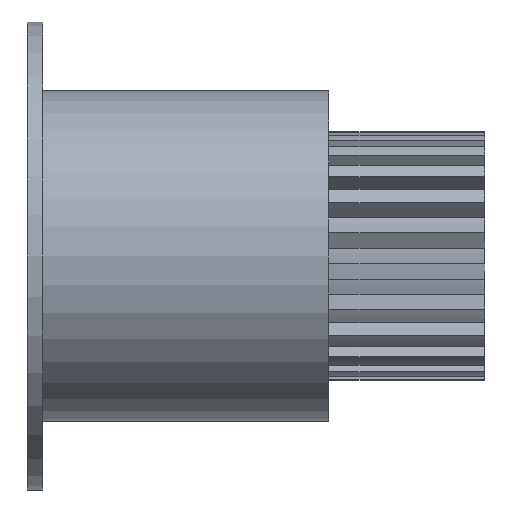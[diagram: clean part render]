
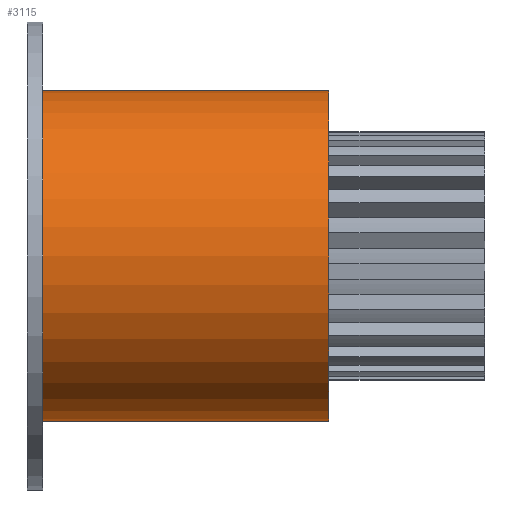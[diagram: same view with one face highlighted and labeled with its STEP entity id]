
A CAD part, left-side view. The second image highlights one B-rep face of the part: STEP entity #3115.
In plain terms, the highlighted cylindrical face has radius 31.806 mm (diameter 63.613 mm), a partial arc.
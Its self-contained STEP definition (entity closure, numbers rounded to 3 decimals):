
#163 = ORIENTED_EDGE ( 'NONE', *, *, #2178, .T. ) ;
#233 = CIRCLE ( 'NONE', #3036, 31.807 ) ;
#251 = CARTESIAN_POINT ( 'NONE',  ( 0., -55., 31.807 ) ) ;
#270 = LINE ( 'NONE', #1568, #3557 ) ;
#271 = CYLINDRICAL_SURFACE ( 'NONE', #3550, 31.807 ) ;
#407 = ORIENTED_EDGE ( 'NONE', *, *, #2057, .T. ) ;
#534 = CARTESIAN_POINT ( 'NONE',  ( 0., -55., 0. ) ) ;
#536 = CARTESIAN_POINT ( 'NONE',  ( 0., 0., 0. ) ) ;
#658 = CIRCLE ( 'NONE', #1491, 31.807 ) ;
#681 = DIRECTION ( 'NONE',  ( 0., 1., 0. ) ) ;
#706 = VERTEX_POINT ( 'NONE', #2715 ) ;
#828 = DIRECTION ( 'NONE',  ( 0., 0., 1. ) ) ;
#1055 = DIRECTION ( 'NONE',  ( 0., -1., 0. ) ) ;
#1299 = VERTEX_POINT ( 'NONE', #3808 ) ;
#1449 = DIRECTION ( 'NONE',  ( 0., 1., 0. ) ) ;
#1463 = CARTESIAN_POINT ( 'NONE',  ( 0., 0., 31.807 ) ) ;
#1491 = AXIS2_PLACEMENT_3D ( 'NONE', #2933, #1055, #3233 ) ;
#1515 = DIRECTION ( 'NONE',  ( 0., 1., 0. ) ) ;
#1568 = CARTESIAN_POINT ( 'NONE',  ( 0., -55., -31.807 ) ) ;
#1612 = ORIENTED_EDGE ( 'NONE', *, *, #2316, .F. ) ;
#1767 = DIRECTION ( 'NONE',  ( 0., 0., 1. ) ) ;
#1935 = FACE_OUTER_BOUND ( 'NONE', #2194, .T. ) ;
#1943 = EDGE_CURVE ( 'NONE', #1299, #706, #270, .T. ) ;
#2057 = EDGE_CURVE ( 'NONE', #3223, #2475, #3198, .T. ) ;
#2178 = EDGE_CURVE ( 'NONE', #2475, #706, #233, .T. ) ;
#2194 = EDGE_LOOP ( 'NONE', ( #2814, #1612, #407, #163 ) ) ;
#2316 = EDGE_CURVE ( 'NONE', #3223, #1299, #658, .T. ) ;
#2475 = VERTEX_POINT ( 'NONE', #1463 ) ;
#2581 = CARTESIAN_POINT ( 'NONE',  ( 0., -55., 31.807 ) ) ;
#2715 = CARTESIAN_POINT ( 'NONE',  ( 0., 0., -31.807 ) ) ;
#2734 = DIRECTION ( 'NONE',  ( 0., -1., 0. ) ) ;
#2814 = ORIENTED_EDGE ( 'NONE', *, *, #1943, .F. ) ;
#2933 = CARTESIAN_POINT ( 'NONE',  ( 0., -55., 0. ) ) ;
#3036 = AXIS2_PLACEMENT_3D ( 'NONE', #536, #2734, #828 ) ;
#3115 = ADVANCED_FACE ( 'NONE', ( #1935 ), #271, .T. ) ;
#3198 = LINE ( 'NONE', #2581, #3289 ) ;
#3223 = VERTEX_POINT ( 'NONE', #251 ) ;
#3233 = DIRECTION ( 'NONE',  ( 0., 0., -1. ) ) ;
#3289 = VECTOR ( 'NONE', #681, 1000. ) ;
#3550 = AXIS2_PLACEMENT_3D ( 'NONE', #534, #1449, #1767 ) ;
#3557 = VECTOR ( 'NONE', #1515, 1000. ) ;
#3808 = CARTESIAN_POINT ( 'NONE',  ( 0., -55., -31.807 ) ) ;
